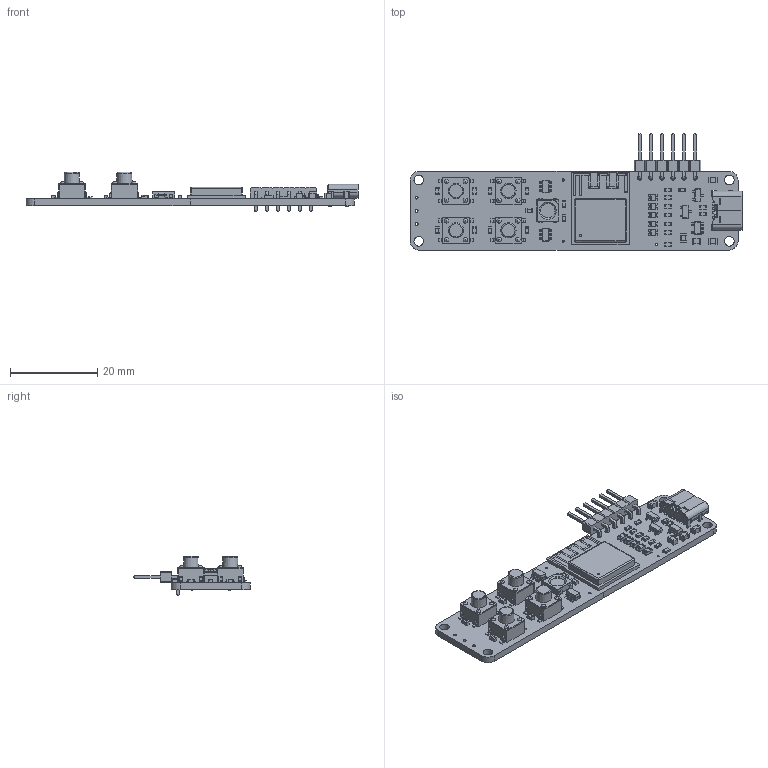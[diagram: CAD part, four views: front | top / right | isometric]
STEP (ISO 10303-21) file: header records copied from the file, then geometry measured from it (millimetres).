
FILE_DESCRIPTION(('KiCad electronic assembly'),'2;1');
FILE_NAME('LSG_LogicPCB_V1.3_Model.step','2025-02-18T12:55:21',('Pcbnew' ),('Kicad'),'Open CASCADE STEP processor 7.7', 'KiCad to STEP converter','Unknown');
FILE_SCHEMA(('AUTOMOTIVE_DESIGN { 1 0 10303 214 1 1 1 1 }'));
Length unit declared in the file: millimetre
Products named in the file (26): LSG_LogicPCB_V1.3_Model 1; R_0603_1608Metric; C_0603_1608Metric; D_0805_2012Metric; D_0805; SW_Push_6mm_SMT; Tactile Switch 6mm - SMT; LED_WS2812B_PLCC4_5.0x5.0mm_P3.2mm; LED_WS2812B_PLCC4_50x50mm_P32mm; C_0805_2012Metric; SOT-23-6; SOT_23_6; SOT-23; SOT_23; ESP32-C3-MINI-1-N4--3DModel-STEP-1; ESP32-C3-MINI-1-N4; USB_C_Receptacle_GCT_USB4125-xx-x-0190_6P_TopMnt_Horizontal; USB_C_Receptacle_GCT_USB4125-xx-x_6P_TopMnt_Horizontal; SOT-23-5; SOT_23_5; PinHeader_1x06_P2.54mm_Horizontal; PinHeader_1x06_P254mm_Horizontal; _autosave-LSG_PCB
Assembly tree (56 placements, depth 3):
  LSG_LogicPCB_V1.3_Model 1
    R_0603_1608Metric  x14
      R_0603_1608Metric
    C_0603_1608Metric  x7
      C_0603_1608Metric
    D_0805_2012Metric  x5
      D_0805
    SW_Push_6mm_SMT  x4
      Tactile Switch 6mm - SMT
    LED_WS2812B_PLCC4_5.0x5.0mm_P3.2mm
      LED_WS2812B_PLCC4_50x50mm_P32mm
    C_0805_2012Metric  x4
      C_0805_2012Metric
    SOT-23-6  x2
      SOT_23_6
    SOT-23  x2
      SOT_23
    ESP32-C3-MINI-1-N4--3DModel-STEP-1
      ESP32-C3-MINI-1-N4
    USB_C_Receptacle_GCT_USB4125-xx-x-0190_6P_TopMnt_Horizontal
      USB_C_Receptacle_GCT_USB4125-xx-x_6P_TopMnt_Horizontal
    SOT-23-5
      SOT_23_5
    PinHeader_1x06_P2.54mm_Horizontal
      PinHeader_1x06_P254mm_Horizontal
    _autosave-LSG_PCB
Bounding box: 75.9 x 26.54 x 9 mm (x, y, z)
Volume: 3223.9 mm3; surface area: 6577.5 mm2
Topology: 168 solids, 168 shells, 3588 faces, 8788 edges, 5670 vertices
Faces by surface type: plane 2606, cylinder 804, bspline 167, cone 7, torus 4
Full cylindrical faces by diameter (mm): 0.5 x3, 0.7 x3, 0.8 x34, 1 x22, 2.2 x4, 3.333 x1, 3.5 x4
Entity records: 77393 total; most frequent: CARTESIAN_POINT 12718, ORIENTED_EDGE 11132, DIRECTION 10750, EDGE_CURVE 5558, LINE 4630, VECTOR 4630, VERTEX_POINT 3569, AXIS2_PLACEMENT_3D 3060
